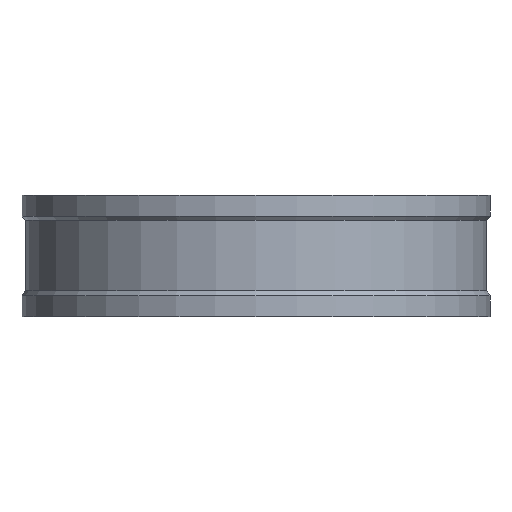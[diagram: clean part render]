
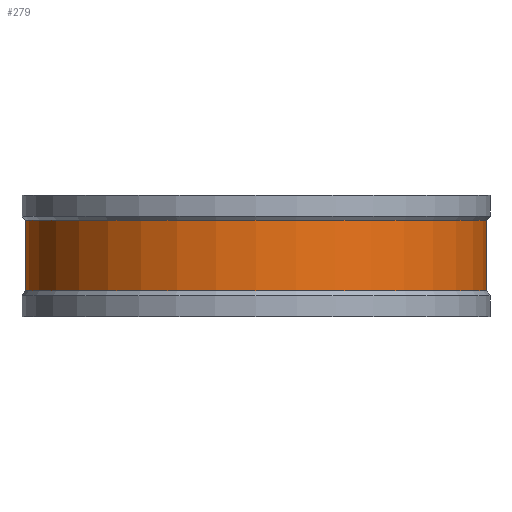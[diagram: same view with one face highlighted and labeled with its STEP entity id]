
A CAD part, front view. The second image highlights one B-rep face of the part: STEP entity #279.
In plain terms, the highlighted cylindrical face has radius 23 mm (diameter 46 mm), a partial arc.
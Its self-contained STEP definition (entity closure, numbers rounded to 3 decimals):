
#251=EDGE_CURVE('',#359,#491,#601,.T.);
#259=EDGE_CURVE('',#461,#421,#612,.T.);
#279=ADVANCED_FACE('',(#633),#634,.T.);
#359=VERTEX_POINT('',#721);
#375=EDGE_CURVE('',#491,#421,#737,.T.);
#387=EDGE_CURVE('',#461,#359,#751,.T.);
#421=VERTEX_POINT('',#788);
#461=VERTEX_POINT('',#833);
#491=VERTEX_POINT('',#865);
#601=CIRCLE('',#986,23.0);
#612=CIRCLE('',#998,23.0);
#633=FACE_OUTER_BOUND('',#1029,.T.);
#634=CYLINDRICAL_SURFACE('',#1030,23.0);
#721=CARTESIAN_POINT('',(23.,0.,-2.481));
#737=LINE('',#1170,#1171);
#751=LINE('',#1191,#1192);
#788=CARTESIAN_POINT('',(-23.0,0.,-9.507));
#833=CARTESIAN_POINT('',(23.,0.,-9.507));
#865=CARTESIAN_POINT('',(-23.0,0.,-2.481));
#986=AXIS2_PLACEMENT_3D('',#1494,#1495,#1496);
#998=AXIS2_PLACEMENT_3D('',#1521,#1522,#1523);
#1029=EDGE_LOOP('',(#1538,#1539,#1540,#1541));
#1030=AXIS2_PLACEMENT_3D('',#1542,#1543,#1544);
#1170=CARTESIAN_POINT('',(-23.0,0.,-5.994));
#1171=VECTOR('',#1634,1.0);
#1191=CARTESIAN_POINT('',(23.,0.,-5.994));
#1192=VECTOR('',#1664,1.0);
#1494=CARTESIAN_POINT('',(0.,0.,-2.481));
#1495=DIRECTION('',(0.,0.,-1.0));
#1496=DIRECTION('',(-1.0,0.,0.));
#1521=CARTESIAN_POINT('',(0.,0.,-9.507));
#1522=DIRECTION('',(0.,0.,-1.0));
#1523=DIRECTION('',(-1.0,0.,0.));
#1538=ORIENTED_EDGE('',*,*,#375,.T.);
#1539=ORIENTED_EDGE('',*,*,#259,.F.);
#1540=ORIENTED_EDGE('',*,*,#387,.T.);
#1541=ORIENTED_EDGE('',*,*,#251,.T.);
#1542=CARTESIAN_POINT('',(0.,0.,-5.994));
#1543=DIRECTION('',(0.,0.,1.0));
#1544=DIRECTION('',(-1.0,0.,0.));
#1634=DIRECTION('',(0.,0.,-1.0));
#1664=DIRECTION('',(0.,0.,1.0));
